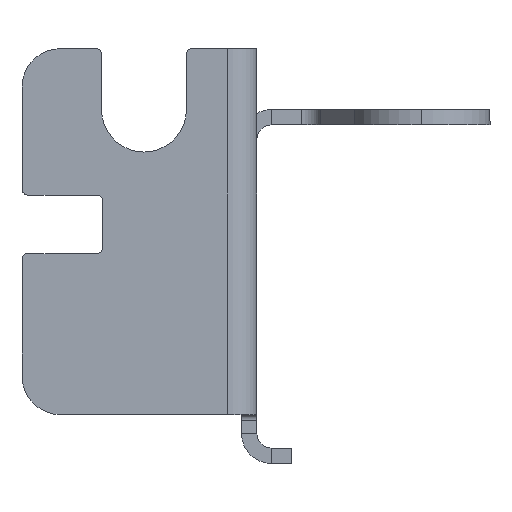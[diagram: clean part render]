
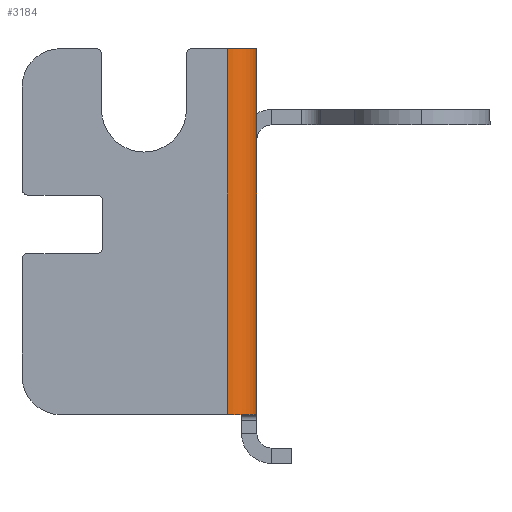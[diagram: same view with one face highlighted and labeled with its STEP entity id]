
A CAD part, left-side view. The second image highlights one B-rep face of the part: STEP entity #3184.
In plain terms, the highlighted cylindrical face has radius 1.537 mm (diameter 3.073 mm), a partial arc.
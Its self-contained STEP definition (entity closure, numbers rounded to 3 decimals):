
#179 = AXIS2_PLACEMENT_3D ( 'NONE', #1925, #1649, #2765 ) ;
#337 = CIRCLE ( 'NONE', #1677, 1.537 ) ;
#701 = VERTEX_POINT ( 'NONE', #3422 ) ;
#896 = EDGE_LOOP ( 'NONE', ( #3387, #2112, #2285, #3298 ) ) ;
#1032 = EDGE_CURVE ( 'NONE', #1379, #1678, #337, .T. ) ;
#1033 = DIRECTION ( 'NONE',  ( 1., 0., 0. ) ) ;
#1253 = EDGE_CURVE ( 'NONE', #1679, #701, #1737, .T. ) ;
#1261 = LINE ( 'NONE', #1283, #1459 ) ;
#1283 = CARTESIAN_POINT ( 'NONE',  ( -119.278, -0.8, 12.383 ) ) ;
#1379 = VERTEX_POINT ( 'NONE', #2718 ) ;
#1406 = DIRECTION ( 'NONE',  ( 0., 0., -1. ) ) ;
#1459 = VECTOR ( 'NONE', #2401, 1000. ) ;
#1567 = DIRECTION ( 'NONE',  ( 0., 0., 1. ) ) ;
#1649 = DIRECTION ( 'NONE',  ( 0., 0., 1. ) ) ;
#1676 = CARTESIAN_POINT ( 'NONE',  ( -119.278, 0.737, -6.667 ) ) ;
#1677 = AXIS2_PLACEMENT_3D ( 'NONE', #1676, #1406, #2192 ) ;
#1678 = VERTEX_POINT ( 'NONE', #2491 ) ;
#1679 = VERTEX_POINT ( 'NONE', #2787 ) ;
#1685 = CARTESIAN_POINT ( 'NONE',  ( -120.815, 0.737, 9.208 ) ) ;
#1736 = LINE ( 'NONE', #1685, #3558 ) ;
#1737 = CIRCLE ( 'NONE', #2910, 1.537 ) ;
#1925 = CARTESIAN_POINT ( 'NONE',  ( -119.278, 0.737, 12.383 ) ) ;
#1961 = FACE_OUTER_BOUND ( 'NONE', #896, .T. ) ;
#2112 = ORIENTED_EDGE ( 'NONE', *, *, #1253, .F. ) ;
#2192 = DIRECTION ( 'NONE',  ( 1., 0., 0. ) ) ;
#2214 = EDGE_CURVE ( 'NONE', #1678, #1679, #1736, .T. ) ;
#2285 = ORIENTED_EDGE ( 'NONE', *, *, #2214, .F. ) ;
#2370 = EDGE_CURVE ( 'NONE', #701, #1379, #1261, .T. ) ;
#2401 = DIRECTION ( 'NONE',  ( 0., 0., -1. ) ) ;
#2491 = CARTESIAN_POINT ( 'NONE',  ( -120.815, 0.737, -6.667 ) ) ;
#2653 = CARTESIAN_POINT ( 'NONE',  ( -119.278, 0.737, 12.383 ) ) ;
#2718 = CARTESIAN_POINT ( 'NONE',  ( -119.278, -0.8, -6.667 ) ) ;
#2765 = DIRECTION ( 'NONE',  ( -1., 0., 0. ) ) ;
#2787 = CARTESIAN_POINT ( 'NONE',  ( -120.815, 0.737, 12.383 ) ) ;
#2837 = DIRECTION ( 'NONE',  ( 0., 0., 1. ) ) ;
#2910 = AXIS2_PLACEMENT_3D ( 'NONE', #2653, #1567, #1033 ) ;
#3184 = ADVANCED_FACE ( 'NONE', ( #1961 ), #3340, .T. ) ;
#3298 = ORIENTED_EDGE ( 'NONE', *, *, #1032, .F. ) ;
#3340 = CYLINDRICAL_SURFACE ( 'NONE', #179, 1.537 ) ;
#3387 = ORIENTED_EDGE ( 'NONE', *, *, #2370, .F. ) ;
#3422 = CARTESIAN_POINT ( 'NONE',  ( -119.278, -0.8, 12.383 ) ) ;
#3558 = VECTOR ( 'NONE', #2837, 1000. ) ;
